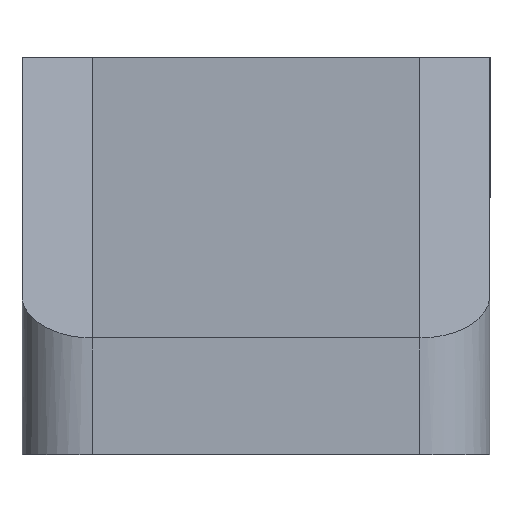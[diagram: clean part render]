
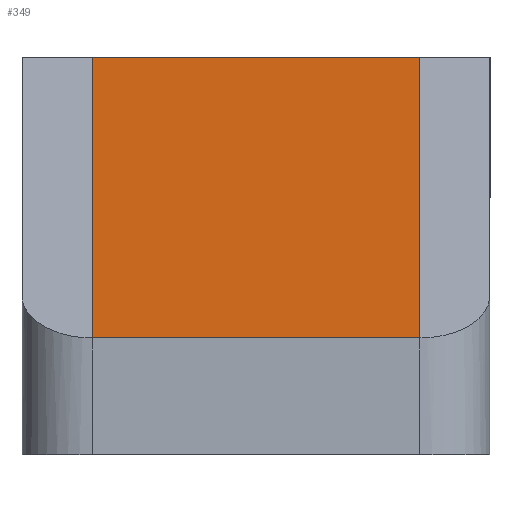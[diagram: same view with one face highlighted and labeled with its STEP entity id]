
A CAD part, left-side view. The second image highlights one B-rep face of the part: STEP entity #349.
In plain terms, the highlighted planar face has unit normal (-1, 0, 0).
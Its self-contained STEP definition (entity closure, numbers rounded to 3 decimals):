
#27=PLANE('',#388);
#44=FACE_OUTER_BOUND('',#65,.T.);
#65=EDGE_LOOP('',(#276,#277,#278,#279));
#106=LINE('',#548,#143);
#108=LINE('',#552,#145);
#110=LINE('',#557,#147);
#111=LINE('',#558,#148);
#143=VECTOR('',#445,10.);
#145=VECTOR('',#449,10.);
#147=VECTOR('',#455,10.);
#148=VECTOR('',#456,10.);
#173=VERTEX_POINT('',#523);
#180=VERTEX_POINT('',#543);
#181=VERTEX_POINT('',#547);
#182=VERTEX_POINT('',#551);
#215=EDGE_CURVE('',#181,#173,#106,.T.);
#217=EDGE_CURVE('',#181,#182,#108,.T.);
#220=EDGE_CURVE('',#180,#173,#110,.T.);
#221=EDGE_CURVE('',#180,#182,#111,.T.);
#276=ORIENTED_EDGE('',*,*,#215,.T.);
#277=ORIENTED_EDGE('',*,*,#220,.F.);
#278=ORIENTED_EDGE('',*,*,#221,.T.);
#279=ORIENTED_EDGE('',*,*,#217,.F.);
#349=ADVANCED_FACE('',(#44),#27,.T.);
#388=AXIS2_PLACEMENT_3D('',#556,#453,#454);
#445=DIRECTION('',(0.,0.,1.));
#449=DIRECTION('',(0.,1.,0.));
#453=DIRECTION('center_axis',(-1.,0.,0.));
#454=DIRECTION('ref_axis',(0.,-1.,0.));
#455=DIRECTION('',(0.,-1.,0.));
#456=DIRECTION('',(0.,0.,-1.));
#523=CARTESIAN_POINT('',(20.,3.,17.));
#543=CARTESIAN_POINT('',(20.,17.,17.));
#547=CARTESIAN_POINT('',(20.,3.,5.));
#548=CARTESIAN_POINT('',(20.,3.,8.));
#551=CARTESIAN_POINT('',(20.,17.,5.));
#552=CARTESIAN_POINT('',(20.,15.,5.));
#556=CARTESIAN_POINT('Origin',(20.,20.,5.));
#557=CARTESIAN_POINT('',(20.,20.,17.));
#558=CARTESIAN_POINT('',(20.,17.,8.));
